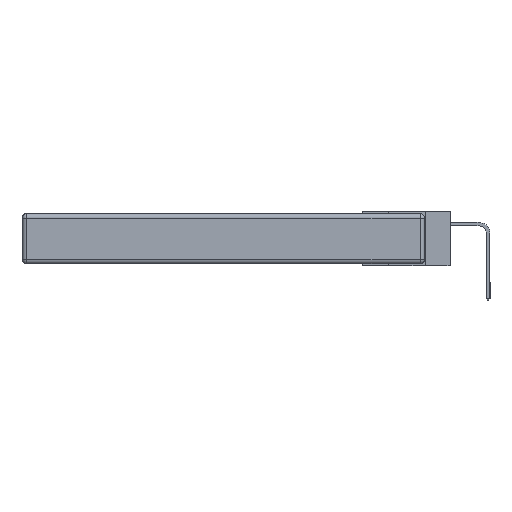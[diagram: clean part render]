
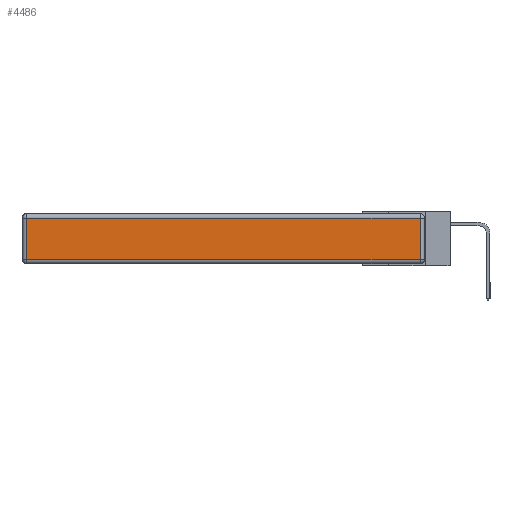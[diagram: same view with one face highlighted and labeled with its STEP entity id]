
A CAD part, left-side view. The second image highlights one B-rep face of the part: STEP entity #4486.
In plain terms, the highlighted planar face has unit normal (-1, 0, 0).
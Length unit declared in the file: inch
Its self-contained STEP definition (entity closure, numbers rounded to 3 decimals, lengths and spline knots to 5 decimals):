
#19 = CARTESIAN_POINT ( 'NONE',  ( 0., 0.03, -0.03 ) ) ;
#86 = ORIENTED_EDGE ( 'NONE', *, *, #19196, .T. ) ;
#771 = EDGE_CURVE ( 'NONE', #13358, #21029, #2536, .T. ) ;
#1290 = ORIENTED_EDGE ( 'NONE', *, *, #19969, .T. ) ;
#1772 = DIRECTION ( 'NONE',  ( 0., -1., 0. ) ) ;
#1832 = CARTESIAN_POINT ( 'NONE',  ( 0., 2.72, -0.343 ) ) ;
#2536 = LINE ( 'NONE', #7898, #12625 ) ;
#2946 = VECTOR ( 'NONE', #13986, 39.37008 ) ;
#4262 = VECTOR ( 'NONE', #1772, 39.37008 ) ;
#4486 = ADVANCED_FACE ( 'NONE', ( #25148 ), #20066, .T. ) ;
#6159 = LINE ( 'NONE', #25802, #4262 ) ;
#6457 = VECTOR ( 'NONE', #15944, 39.37008 ) ;
#7881 = CARTESIAN_POINT ( 'NONE',  ( 0., 0.03, -0.343 ) ) ;
#7898 = CARTESIAN_POINT ( 'NONE',  ( 0., 2.75, -0.03 ) ) ;
#11110 = VERTEX_POINT ( 'NONE', #13529 ) ;
#12625 = VECTOR ( 'NONE', #13637, 39.37008 ) ;
#13358 = VERTEX_POINT ( 'NONE', #19 ) ;
#13529 = CARTESIAN_POINT ( 'NONE',  ( 0., 0.03, -0.313 ) ) ;
#13637 = DIRECTION ( 'NONE',  ( 0., 1., 0. ) ) ;
#13986 = DIRECTION ( 'NONE',  ( 0., 0., 1. ) ) ;
#13988 = DIRECTION ( 'NONE',  ( 0., 0., 1. ) ) ;
#14171 = ORIENTED_EDGE ( 'NONE', *, *, #771, .T. ) ;
#15567 = EDGE_LOOP ( 'NONE', ( #86, #16938, #14171, #1290 ) ) ;
#15944 = DIRECTION ( 'NONE',  ( 0., 0., -1. ) ) ;
#16938 = ORIENTED_EDGE ( 'NONE', *, *, #21933, .T. ) ;
#18033 = DIRECTION ( 'NONE',  ( -1., 0., 0. ) ) ;
#18509 = VERTEX_POINT ( 'NONE', #19427 ) ;
#19196 = EDGE_CURVE ( 'NONE', #18509, #11110, #6159, .T. ) ;
#19427 = CARTESIAN_POINT ( 'NONE',  ( 0., 2.72, -0.313 ) ) ;
#19969 = EDGE_CURVE ( 'NONE', #21029, #18509, #22867, .T. ) ;
#20066 = PLANE ( 'NONE',  #22557 ) ;
#20316 = LINE ( 'NONE', #7881, #2946 ) ;
#21029 = VERTEX_POINT ( 'NONE', #24851 ) ;
#21933 = EDGE_CURVE ( 'NONE', #11110, #13358, #20316, .T. ) ;
#22557 = AXIS2_PLACEMENT_3D ( 'NONE', #26130, #18033, #13988 ) ;
#22867 = LINE ( 'NONE', #1832, #6457 ) ;
#24851 = CARTESIAN_POINT ( 'NONE',  ( 0., 2.72, -0.03 ) ) ;
#25148 = FACE_OUTER_BOUND ( 'NONE', #15567, .T. ) ;
#25802 = CARTESIAN_POINT ( 'NONE',  ( 0., 0., -0.313 ) ) ;
#26130 = CARTESIAN_POINT ( 'NONE',  ( 0., 0., -0.343 ) ) ;
